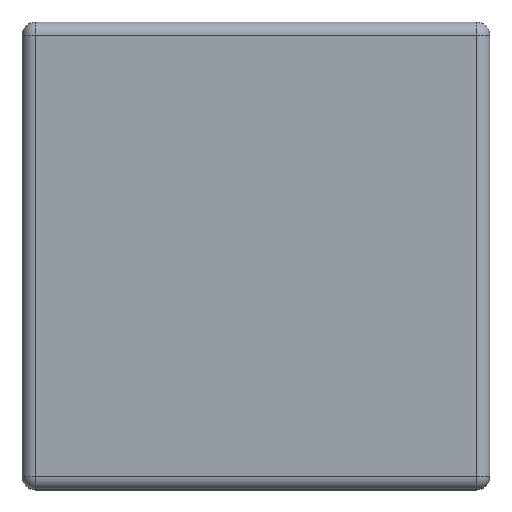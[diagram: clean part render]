
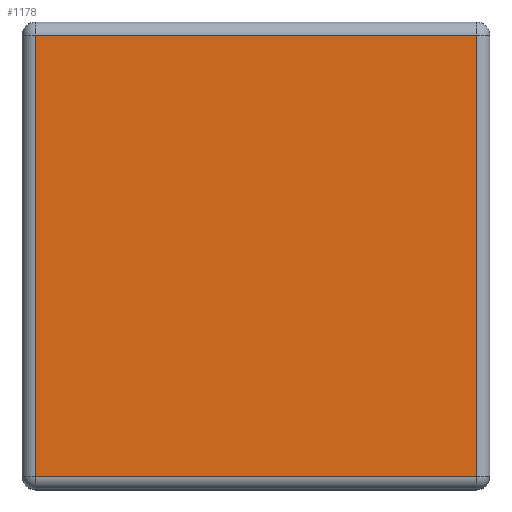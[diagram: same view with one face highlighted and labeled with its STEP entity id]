
A CAD part, top view. The second image highlights one B-rep face of the part: STEP entity #1178.
In plain terms, the highlighted planar face has unit normal (0, 0, 1).
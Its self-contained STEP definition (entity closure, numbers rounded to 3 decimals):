
#125=ORIENTED_EDGE('',*,*,#354,.T.);
#126=ORIENTED_EDGE('',*,*,#355,.T.);
#127=ORIENTED_EDGE('',*,*,#356,.T.);
#128=ORIENTED_EDGE('',*,*,#357,.T.);
#354=EDGE_CURVE('',#467,#468,#542,.T.);
#355=EDGE_CURVE('',#468,#469,#543,.T.);
#356=EDGE_CURVE('',#469,#470,#544,.F.);
#357=EDGE_CURVE('',#470,#467,#545,.F.);
#467=VERTEX_POINT('',#1651);
#468=VERTEX_POINT('',#1652);
#469=VERTEX_POINT('',#1654);
#470=VERTEX_POINT('',#1656);
#542=LINE('',#1650,#638);
#543=LINE('',#1653,#639);
#544=LINE('',#1655,#640);
#545=LINE('',#1657,#641);
#638=VECTOR('',#1376,1000.);
#639=VECTOR('',#1377,1000.);
#640=VECTOR('',#1378,1000.);
#641=VECTOR('',#1379,1000.);
#698=EDGE_LOOP('',(#125,#126,#127,#128));
#750=FACE_BOUND('',#698,.T.);
#799=PLANE('',#1240);
#1178=ADVANCED_FACE('',(#750),#799,.F.);
#1240=AXIS2_PLACEMENT_3D('',#1649,#1374,#1375);
#1374=DIRECTION('',(0.,0.,-1.));
#1375=DIRECTION('',(-1.,0.,0.));
#1376=DIRECTION('',(0.,-1.,0.));
#1377=DIRECTION('',(1.,0.,0.));
#1378=DIRECTION('',(0.,-1.,0.));
#1379=DIRECTION('',(1.,0.,0.));
#1649=CARTESIAN_POINT('',(8.75,17.7,5.7));
#1650=CARTESIAN_POINT('',(-8.39,17.7,5.7));
#1651=CARTESIAN_POINT('',(-8.39,17.245,5.7));
#1652=CARTESIAN_POINT('',(-8.39,0.46,5.7));
#1653=CARTESIAN_POINT('',(8.75,0.46,5.7));
#1654=CARTESIAN_POINT('',(8.39,0.46,5.7));
#1655=CARTESIAN_POINT('',(8.39,17.7,5.7));
#1656=CARTESIAN_POINT('',(8.39,17.245,5.7));
#1657=CARTESIAN_POINT('',(-8.75,17.245,5.7));
